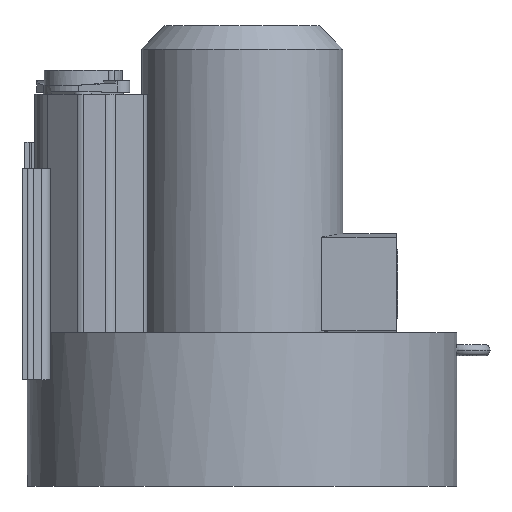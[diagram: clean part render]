
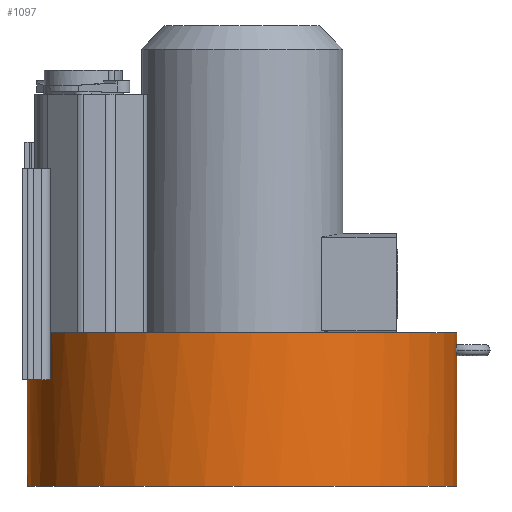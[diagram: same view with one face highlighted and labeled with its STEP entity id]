
A CAD part, left-side view. The second image highlights one B-rep face of the part: STEP entity #1097.
In plain terms, the highlighted cylindrical face has radius 182.9 mm (diameter 365.8 mm), a partial arc.
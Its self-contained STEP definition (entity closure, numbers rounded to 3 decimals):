
#261=CYLINDRICAL_SURFACE('',#5847,182.9);
#473=FACE_OUTER_BOUND('',#1573,.T.);
#506=B_SPLINE_CURVE_WITH_KNOTS('',3,(#7689,#7690,#7691,#7692,#7693,#7694,
#7695,#7696,#7697,#7698,#7699,#7700),.UNSPECIFIED.,.F.,.F.,(4,2,2,2,2,4),
(0.,0.25,0.5,0.75,0.875,1.),.UNSPECIFIED.);
#508=B_SPLINE_CURVE_WITH_KNOTS('',3,(#7726,#7727,#7728,#7729,#7730),
 .UNSPECIFIED.,.F.,.F.,(4,1,4),(0.,0.5,1.),.UNSPECIFIED.);
#510=B_SPLINE_CURVE_WITH_KNOTS('',3,(#7778,#7779,#7780,#7781,#7782),
 .UNSPECIFIED.,.F.,.F.,(4,1,4),(0.,0.5,1.),.UNSPECIFIED.);
#518=B_SPLINE_CURVE_WITH_KNOTS('',3,(#9148,#9149,#9150,#9151,#9152,#9153,
#9154,#9155,#9156,#9157,#9158,#9159),.UNSPECIFIED.,.F.,.F.,(4,2,2,2,2,4),
(0.,0.125,0.25,0.5,0.75,1.),.UNSPECIFIED.);
#520=CIRCLE('',#5264,182.9);
#529=CIRCLE('',#5273,182.9);
#713=CIRCLE('',#5560,182.9);
#857=CIRCLE('',#5842,182.9);
#858=CIRCLE('',#5845,182.9);
#859=CIRCLE('',#5846,182.9);
#1097=ADVANCED_FACE('',(#473),#261,.T.);
#1573=EDGE_LOOP('',(#2995,#2996,#2997,#2998,#2999,#3000,#3001,#3002,#3003,
#3004,#3005,#3006,#3007,#3008,#3009));
#2995=ORIENTED_EDGE('',*,*,#3804,.F.);
#2996=ORIENTED_EDGE('',*,*,#3752,.T.);
#2997=ORIENTED_EDGE('',*,*,#4149,.T.);
#2998=ORIENTED_EDGE('',*,*,#3737,.T.);
#2999=ORIENTED_EDGE('',*,*,#4140,.T.);
#3000=ORIENTED_EDGE('',*,*,#4468,.T.);
#3001=ORIENTED_EDGE('',*,*,#4128,.T.);
#3002=ORIENTED_EDGE('',*,*,#4467,.T.);
#3003=ORIENTED_EDGE('',*,*,#3808,.F.);
#3004=ORIENTED_EDGE('',*,*,#4469,.F.);
#3005=ORIENTED_EDGE('',*,*,#3806,.T.);
#3006=ORIENTED_EDGE('',*,*,#3816,.T.);
#3007=ORIENTED_EDGE('',*,*,#4470,.T.);
#3008=ORIENTED_EDGE('',*,*,#3789,.T.);
#3009=ORIENTED_EDGE('',*,*,#3796,.T.);
#3187=VERTEX_POINT('',#7570);
#3188=VERTEX_POINT('',#7572);
#3202=VERTEX_POINT('',#7600);
#3203=VERTEX_POINT('',#7602);
#3235=VERTEX_POINT('',#7701);
#3236=VERTEX_POINT('',#7702);
#3241=VERTEX_POINT('',#7725);
#3248=VERTEX_POINT('',#7759);
#3249=VERTEX_POINT('',#7761);
#3250=VERTEX_POINT('',#7763);
#3251=VERTEX_POINT('',#7765);
#3255=VERTEX_POINT('',#7777);
#3510=VERTEX_POINT('',#8453);
#3511=VERTEX_POINT('',#8455);
#3516=VERTEX_POINT('',#8476);
#3737=EDGE_CURVE('',#3188,#3187,#520,.T.);
#3752=EDGE_CURVE('',#3203,#3202,#529,.T.);
#3789=EDGE_CURVE('',#3235,#3236,#506,.T.);
#3796=EDGE_CURVE('',#3236,#3241,#508,.T.);
#3804=EDGE_CURVE('',#3203,#3241,#4540,.T.);
#3806=EDGE_CURVE('',#3249,#3248,#4541,.T.);
#3808=EDGE_CURVE('',#3250,#3251,#4542,.T.);
#3816=EDGE_CURVE('',#3248,#3255,#510,.T.);
#4128=EDGE_CURVE('',#3511,#3510,#4693,.T.);
#4140=EDGE_CURVE('',#3187,#3516,#4703,.T.);
#4149=EDGE_CURVE('',#3202,#3188,#713,.T.);
#4467=EDGE_CURVE('',#3510,#3251,#857,.T.);
#4468=EDGE_CURVE('',#3516,#3511,#858,.T.);
#4469=EDGE_CURVE('',#3249,#3250,#859,.T.);
#4470=EDGE_CURVE('',#3255,#3235,#518,.T.);
#4540=LINE('',#7746,#4917);
#4541=LINE('',#7760,#4918);
#4542=LINE('',#7764,#4919);
#4693=LINE('',#8454,#5070);
#4703=LINE('',#8477,#5080);
#4917=VECTOR('',#6022,1.);
#4918=VECTOR('',#6023,1.);
#4919=VECTOR('',#6026,1.);
#5070=VECTOR('',#6653,1.);
#5080=VECTOR('',#6677,1.);
#5264=AXIS2_PLACEMENT_3D('',#7571,#5913,#5914);
#5273=AXIS2_PLACEMENT_3D('',#7601,#5937,#5938);
#5560=AXIS2_PLACEMENT_3D('',#8493,#6696,#6697);
#5842=AXIS2_PLACEMENT_3D('',#9143,#7417,#7418);
#5845=AXIS2_PLACEMENT_3D('',#9146,#7423,#7424);
#5846=AXIS2_PLACEMENT_3D('',#9147,#7425,#7426);
#5847=AXIS2_PLACEMENT_3D('',#9160,#7427,#7428);
#5913=DIRECTION('',(0.,0.,-1.));
#5914=DIRECTION('',(0.,1.,0.));
#5937=DIRECTION('',(0.,0.,-1.));
#5938=DIRECTION('',(0.,1.,0.));
#6022=DIRECTION('',(0.,0.,-1.));
#6023=DIRECTION('',(0.,0.,1.));
#6026=DIRECTION('',(0.,0.,1.));
#6653=DIRECTION('',(0.,0.,1.));
#6677=DIRECTION('',(0.,0.,-1.));
#6696=DIRECTION('',(0.,0.,-1.));
#6697=DIRECTION('',(0.,1.,0.));
#7417=DIRECTION('',(0.,0.,-1.));
#7418=DIRECTION('',(0.,1.,0.));
#7423=DIRECTION('',(0.,0.,-1.));
#7424=DIRECTION('',(0.,1.,0.));
#7425=DIRECTION('',(0.,0.,-1.));
#7426=DIRECTION('',(0.,1.,0.));
#7427=DIRECTION('',(0.,0.,-1.));
#7428=DIRECTION('',(0.,-1.,0.));
#7570=CARTESIAN_POINT('',(-29.524,180.501,85.));
#7571=CARTESIAN_POINT('',(0.,0.,85.));
#7572=CARTESIAN_POINT('',(-47.054,176.744,85.));
#7600=CARTESIAN_POINT('',(-102.931,151.187,85.));
#7601=CARTESIAN_POINT('',(0.,0.,85.));
#7602=CARTESIAN_POINT('',(0.,-182.9,85.));
#7689=CARTESIAN_POINT('',(-15.691,-182.226,70.005));
#7690=CARTESIAN_POINT('',(-15.691,-182.226,71.586));
#7691=CARTESIAN_POINT('',(-14.737,-182.31,73.054));
#7692=CARTESIAN_POINT('',(-12.061,-182.507,74.673));
#7693=CARTESIAN_POINT('',(-10.424,-182.609,74.87));
#7694=CARTESIAN_POINT('',(-7.342,-182.759,74.514));
#7695=CARTESIAN_POINT('',(-5.862,-182.812,73.977));
#7696=CARTESIAN_POINT('',(-3.715,-182.864,73.021));
#7697=CARTESIAN_POINT('',(-3.01,-182.877,72.673));
#7698=CARTESIAN_POINT('',(-1.569,-182.895,72.062));
#7699=CARTESIAN_POINT('',(-0.837,-182.9,71.788));
#7700=CARTESIAN_POINT('',(-0.004,-182.9,71.788));
#7701=CARTESIAN_POINT('',(-15.691,-182.226,70.005));
#7702=CARTESIAN_POINT('',(-0.004,-182.9,71.788));
#7725=CARTESIAN_POINT('',(0.,-182.9,71.788));
#7726=CARTESIAN_POINT('',(-0.004,-182.9,71.788));
#7727=CARTESIAN_POINT('',(-0.004,-182.9,71.788));
#7728=CARTESIAN_POINT('',(-0.002,-182.9,71.788));
#7729=CARTESIAN_POINT('',(-0.001,-182.9,71.788));
#7730=CARTESIAN_POINT('',(0.,-182.9,71.788));
#7746=CARTESIAN_POINT('',(0.,-182.9,102.25));
#7759=CARTESIAN_POINT('',(0.,-182.9,68.221));
#7760=CARTESIAN_POINT('',(0.,-182.9,102.25));
#7761=CARTESIAN_POINT('',(0.,-182.9,-46.));
#7763=CARTESIAN_POINT('',(0.,182.9,-46.));
#7764=CARTESIAN_POINT('',(0.,182.9,102.25));
#7765=CARTESIAN_POINT('',(0.,182.9,85.));
#7777=CARTESIAN_POINT('',(-0.004,-182.9,68.221));
#7778=CARTESIAN_POINT('',(0.,-182.9,68.221));
#7779=CARTESIAN_POINT('',(-0.001,-182.9,68.221));
#7780=CARTESIAN_POINT('',(-0.002,-182.9,68.221));
#7781=CARTESIAN_POINT('',(-0.004,-182.9,68.221));
#7782=CARTESIAN_POINT('',(-0.004,-182.9,68.221));
#8453=CARTESIAN_POINT('',(-22.81,181.472,85.));
#8454=CARTESIAN_POINT('',(-22.81,181.472,102.25));
#8455=CARTESIAN_POINT('',(-22.81,181.472,76.));
#8476=CARTESIAN_POINT('',(-29.524,180.501,76.));
#8477=CARTESIAN_POINT('',(-29.524,180.501,102.25));
#8493=CARTESIAN_POINT('',(0.,0.,85.));
#9143=CARTESIAN_POINT('',(0.,0.,85.));
#9146=CARTESIAN_POINT('',(0.,0.,76.));
#9147=CARTESIAN_POINT('',(0.,0.,-46.));
#9148=CARTESIAN_POINT('',(-0.004,-182.9,68.221));
#9149=CARTESIAN_POINT('',(-0.786,-182.9,68.221));
#9150=CARTESIAN_POINT('',(-1.51,-182.895,67.968));
#9151=CARTESIAN_POINT('',(-2.932,-182.878,67.372));
#9152=CARTESIAN_POINT('',(-3.628,-182.865,67.029));
#9153=CARTESIAN_POINT('',(-5.744,-182.815,66.081));
#9154=CARTESIAN_POINT('',(-7.183,-182.766,65.538));
#9155=CARTESIAN_POINT('',(-10.285,-182.617,65.132));
#9156=CARTESIAN_POINT('',(-11.968,-182.513,65.308));
#9157=CARTESIAN_POINT('',(-14.688,-182.314,66.897));
#9158=CARTESIAN_POINT('',(-15.691,-182.226,68.394));
#9159=CARTESIAN_POINT('',(-15.691,-182.226,70.005));
#9160=CARTESIAN_POINT('',(0.,0.,102.25));
